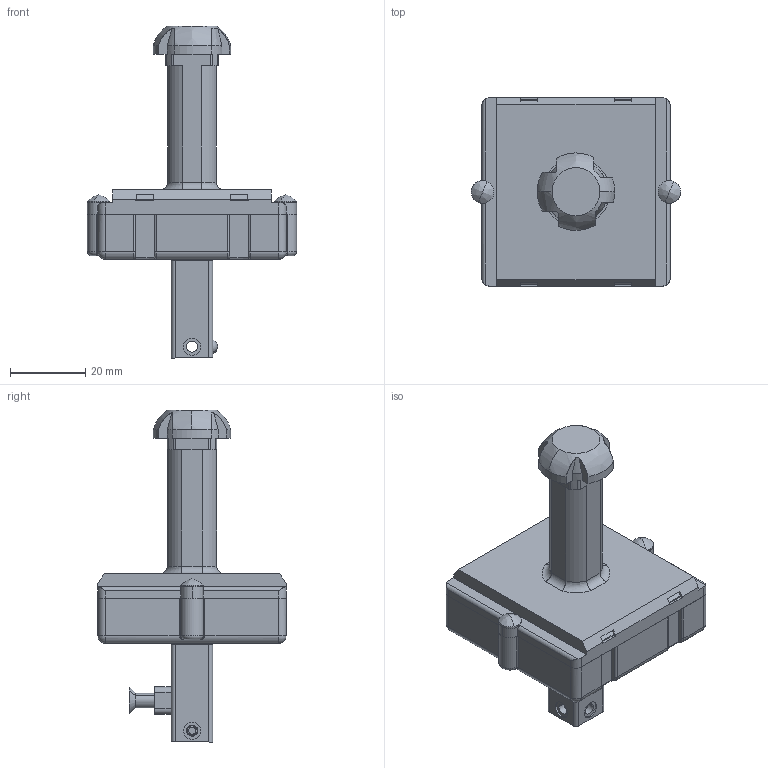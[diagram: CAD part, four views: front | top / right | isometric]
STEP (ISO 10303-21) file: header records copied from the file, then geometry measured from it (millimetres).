
FILE_DESCRIPTION(('STEP AP214'),'1');
FILE_NAME('cctmp_9F63D5D3-975A-49DF-A15C-DF6A698D8EEE_2023_07_21_11_22_31_0472..stp','2023-07-21T09:22:32',('SIEMENS A&D'),('CADClick - www.CADClick.com'),'Spatial InterOp 3D postprocessed',' ','unknown authorization');
FILE_SCHEMA(('AUTOMOTIVE_DESIGN'));
Length unit declared in the file: millimetre
Products named in the file (101): cc_unnamed; 2023_07_21_11_22_31_0425; 2023_07_21_11_22_31_0394; 2023_07_21_11_22_31_0363; 2023_07_21_11_22_31_0331; 2023_07_21_11_22_31_0300; 2023_07_21_11_22_31_0269; 2023_07_21_11_22_31_0238; 2023_07_21_11_22_31_0206; 2023_07_21_11_22_31_0175; 2023_07_21_11_22_31_0144; 2023_07_21_11_22_31_0113; 2023_07_21_11_22_31_0081; 2023_07_21_11_22_31_0049; 2023_07_21_11_22_31_0018; 2023_07_21_11_22_30_0987; 2023_07_21_11_22_30_0955; 2023_07_21_11_22_30_0924; 2023_07_21_11_22_30_0893; 2023_07_21_11_22_30_0862; 2023_07_21_11_22_30_0830; 2023_07_21_11_22_30_0799; 2023_07_21_11_22_30_0768; 2023_07_21_11_22_30_0737; 2023_07_21_11_22_30_0705; 2023_07_21_11_22_30_0674; 2023_07_21_11_22_30_0643; 2023_07_21_11_22_30_0612; 2023_07_21_11_22_30_0580; 2023_07_21_11_22_30_0549; 2023_07_21_11_22_30_0518; 2023_07_21_11_22_30_0487; 2023_07_21_11_22_30_0455; 2023_07_21_11_22_30_0424; 2023_07_21_11_22_30_0393; 2023_07_21_11_22_30_0362; 2023_07_21_11_22_30_0330; 2023_07_21_11_22_30_0299; 2023_07_21_11_22_30_0268; 2023_07_21_11_22_30_0237 ...
Assembly tree (100 placements, depth 2):
  cc_unnamed
    2023_07_21_11_22_31_0425
    2023_07_21_11_22_31_0394
    2023_07_21_11_22_31_0363
    2023_07_21_11_22_31_0331
    2023_07_21_11_22_31_0300
    2023_07_21_11_22_31_0269
    2023_07_21_11_22_31_0238
    2023_07_21_11_22_31_0206
    2023_07_21_11_22_31_0175
    2023_07_21_11_22_31_0144
    2023_07_21_11_22_31_0113
    2023_07_21_11_22_31_0081
    2023_07_21_11_22_31_0049
    2023_07_21_11_22_31_0018
    2023_07_21_11_22_30_0987
    2023_07_21_11_22_30_0955
    2023_07_21_11_22_30_0924
    2023_07_21_11_22_30_0893
    2023_07_21_11_22_30_0862
    2023_07_21_11_22_30_0830
    2023_07_21_11_22_30_0799
    2023_07_21_11_22_30_0768
    2023_07_21_11_22_30_0737
    2023_07_21_11_22_30_0705
    2023_07_21_11_22_30_0674
    2023_07_21_11_22_30_0643
    2023_07_21_11_22_30_0612
    2023_07_21_11_22_30_0580
    2023_07_21_11_22_30_0549
    2023_07_21_11_22_30_0518
    2023_07_21_11_22_30_0487
    2023_07_21_11_22_30_0455
    2023_07_21_11_22_30_0424
    2023_07_21_11_22_30_0393
    2023_07_21_11_22_30_0362
    2023_07_21_11_22_30_0330
    2023_07_21_11_22_30_0299
    2023_07_21_11_22_30_0268
    2023_07_21_11_22_30_0237
    2023_07_21_11_22_30_0205
    2023_07_21_11_22_30_0174
    2023_07_21_11_22_30_0143
    2023_07_21_11_22_30_0112
    2023_07_21_11_22_30_0080
    2023_07_21_11_22_30_0048
    2023_07_21_11_22_30_0017
    2023_07_21_11_22_29_0985
    2023_07_21_11_22_29_0954
    2023_07_21_11_22_29_0923
    2023_07_21_11_22_29_0892
    2023_07_21_11_22_29_0860
    2023_07_21_11_22_29_0829
    2023_07_21_11_22_29_0798
    2023_07_21_11_22_29_0767
    2023_07_21_11_22_29_0735
    2023_07_21_11_22_29_0704
    2023_07_21_11_22_29_0673
    2023_07_21_11_22_29_0642
    2023_07_21_11_22_29_0610
Bounding box: 55.6 x 50 x 88.2 mm (x, y, z)
Volume: 16847.5 mm3; surface area: 23312.8 mm2
Topology: 6 solids, 100 shells, 454 faces, 1450 edges, 1104 vertices
Faces by surface type: plane 176, cylinder 174, torus 49, cone 22, bspline 15, sphere 14, revolution 4
Entity records: 26636 total; most frequent: CARTESIAN_POINT 6472, DIRECTION 2940, ORIENTED_EDGE 2295, EDGE_CURVE 1431, STYLED_ITEM 1410, PRESENTATION_STYLE_ASSIGNMENT 1410, VERTEX_POINT 1104, AXIS2_PLACEMENT_3D 1086
